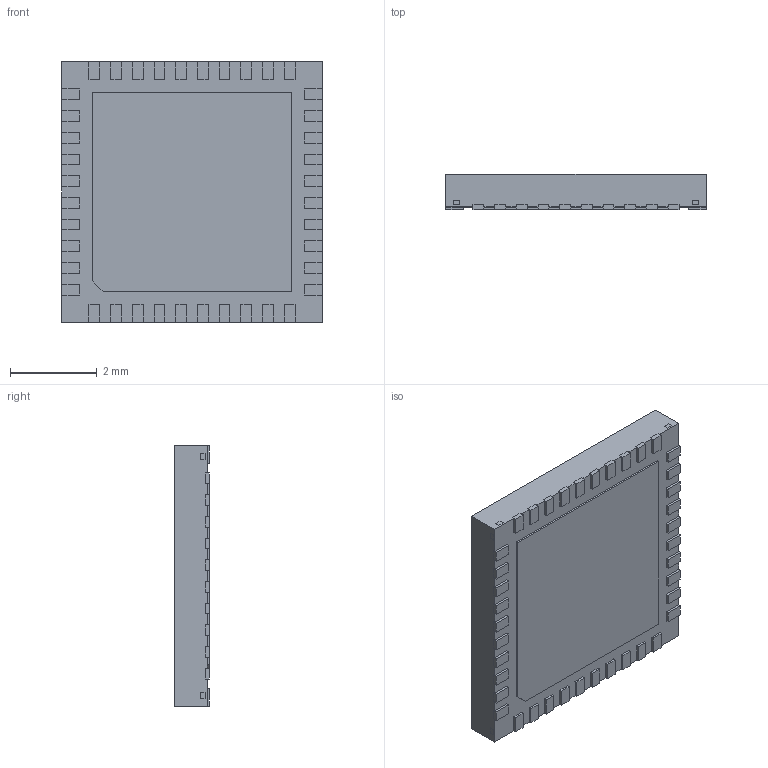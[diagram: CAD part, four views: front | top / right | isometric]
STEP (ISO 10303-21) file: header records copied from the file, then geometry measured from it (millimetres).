
FILE_DESCRIPTION (( 'STEP AP214' ), '1' );
FILE_NAME ('RTA40.STEP', '2020-08-07T17:47:34', ( '' ), ( '' ), 'SwSTEP 2.0', 'SolidWorks 2017', '' );
FILE_SCHEMA (( 'AUTOMOTIVE_DESIGN' ));
Length unit declared in the file: millimetre
Products named in the file (1): RTA40
Bounding box: 6 x 0.8 x 6 mm (x, y, z)
Volume: 28.3 mm3; surface area: 170.5 mm2
Topology: 44 solids, 44 shells, 565 faces, 1526 edges, 964 vertices
Faces by surface type: plane 561, cylinder 4
Entity records: 20889 total; most frequent: CARTESIAN_POINT 3056, ORIENTED_EDGE 3052, DIRECTION 2666, EDGE_CURVE 1526, LINE 1518, VECTOR 1518, VERTEX_POINT 964, EDGE_LOOP 578
